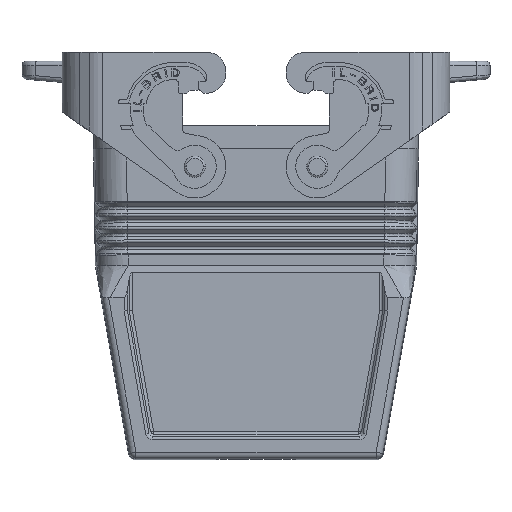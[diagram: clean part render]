
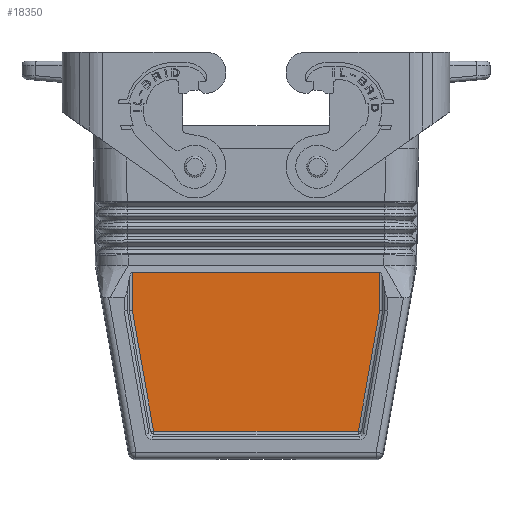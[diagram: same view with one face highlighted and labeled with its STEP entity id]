
A CAD part, front view. The second image highlights one B-rep face of the part: STEP entity #18350.
In plain terms, the highlighted face is planar.
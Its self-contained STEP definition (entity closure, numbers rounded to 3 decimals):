
#7730=CARTESIAN_POINT('',(117.12,4.434,
63.586));
#7740=VERTEX_POINT('',#7730);
#10400=CARTESIAN_POINT('',(117.12,-0.345,
27.871));
#10410=VERTEX_POINT('',#10400);
#10440=CARTESIAN_POINT('',(117.12,25.163,
27.871));
#10450=DIRECTION('',(0.,-1.,0.));
#10460=VECTOR('',#10450,1.);
#10470=LINE('',#10440,#10460);
#10480=CARTESIAN_POINT('',(117.12,55.165,
27.871));
#10490=VERTEX_POINT('',#10480);
#10500=EDGE_CURVE('',#10490,#10410,#10470,.T.);
#17910=CARTESIAN_POINT('',(117.12,54.827,
50.993));
#17920=DIRECTION('',(1.,0.,0.));
#17930=DIRECTION('',(0.,1.,0.));
#17940=AXIS2_PLACEMENT_3D('',#17910,#17920,#17930);
#17950=PLANE('',#17940);
#17960=CARTESIAN_POINT('',(117.12,-0.738,
34.229));
#17970=DIRECTION('',(0.,0.174,0.985));
#17980=VECTOR('',#17970,1.);
#17990=LINE('',#17960,#17980);
#18000=CARTESIAN_POINT('',(117.12,-0.345,
36.458));
#18010=VERTEX_POINT('',#18000);
#18020=EDGE_CURVE('',#18010,#7740,#17990,.T.);
#18030=ORIENTED_EDGE('',*,*,#18020,.F.);
#18040=CARTESIAN_POINT('',(117.12,25.163,
63.586));
#18050=DIRECTION('',(0.,1.,0.));
#18060=VECTOR('',#18050,1.);
#18070=LINE('',#18040,#18060);
#18080=CARTESIAN_POINT('',(117.12,50.387,
63.586));
#18090=VERTEX_POINT('',#18080);
#18100=EDGE_CURVE('',#7740,#18090,#18070,.T.);
#18110=ORIENTED_EDGE('',*,*,#18100,.F.);
#18120=CARTESIAN_POINT('',(117.12,55.559,
34.229));
#18130=DIRECTION('',(0.,-0.174,0.985));
#18140=VECTOR('',#18130,1.);
#18150=LINE('',#18120,#18140);
#18160=CARTESIAN_POINT('',(117.12,55.165,
36.464));
#18170=VERTEX_POINT('',#18160);
#18180=EDGE_CURVE('',#18170,#18090,#18150,.T.);
#18190=ORIENTED_EDGE('',*,*,#18180,.T.);
#18200=CARTESIAN_POINT('',(117.12,55.165,
34.229));
#18210=DIRECTION('',(0.,0.,-1.));
#18220=VECTOR('',#18210,1.);
#18230=LINE('',#18200,#18220);
#18240=EDGE_CURVE('',#18170,#10490,#18230,.T.);
#18250=ORIENTED_EDGE('',*,*,#18240,.F.);
#18260=ORIENTED_EDGE('',*,*,#10500,.F.);
#18270=CARTESIAN_POINT('',(117.12,-0.345,
34.229));
#18280=DIRECTION('',(0.,0.,-1.));
#18290=VECTOR('',#18280,1.);
#18300=LINE('',#18270,#18290);
#18310=EDGE_CURVE('',#18010,#10410,#18300,.T.);
#18320=ORIENTED_EDGE('',*,*,#18310,.T.);
#18330=EDGE_LOOP('',(#18320,#18260,#18250,#18190,#18110,#18030));
#18340=FACE_OUTER_BOUND('',#18330,.T.);
#18350=ADVANCED_FACE('',(#18340),#17950,.T.);
